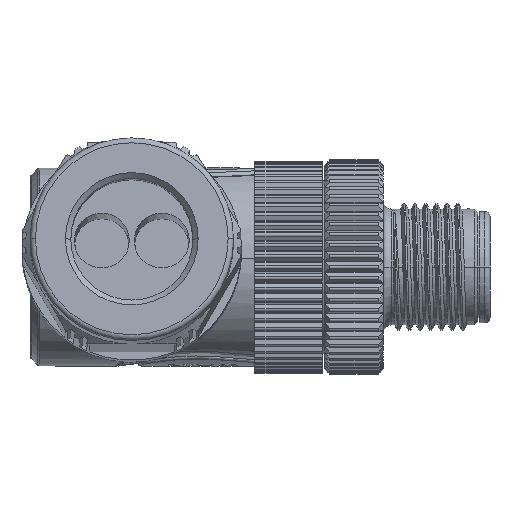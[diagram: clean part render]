
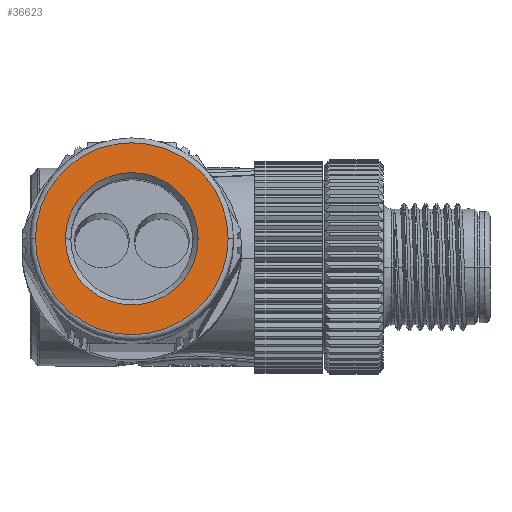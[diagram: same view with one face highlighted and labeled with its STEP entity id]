
A CAD part, left-side view. The second image highlights one B-rep face of the part: STEP entity #36623.
In plain terms, the highlighted planar face has unit normal (-0.996, 0, 0.087).
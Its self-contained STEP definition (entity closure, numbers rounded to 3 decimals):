
#6404=CARTESIAN_POINT('',(-30.185,18.45,2.641));
#6405=DIRECTION('',(-0.996,0.,0.087));
#6406=DIRECTION('',(0.,-1.,0.));
#6407=AXIS2_PLACEMENT_3D('',#6404,#6405,#6406);
#6409=CARTESIAN_POINT('',(-30.185,18.45,2.641));
#6410=DIRECTION('',(-0.996,0.,0.087));
#6411=DIRECTION('',(0.,1.,0.));
#6412=AXIS2_PLACEMENT_3D('',#6409,#6410,#6411);
#6414=CARTESIAN_POINT('',(-30.185,18.45,2.641));
#6415=DIRECTION('',(-0.996,0.,0.087));
#6416=DIRECTION('',(0.,-1.,0.));
#6417=AXIS2_PLACEMENT_3D('',#6414,#6415,#6416);
#6419=CARTESIAN_POINT('',(-30.185,18.45,2.641));
#6420=DIRECTION('',(-0.996,0.,0.087));
#6421=DIRECTION('',(0.,1.,0.));
#6422=AXIS2_PLACEMENT_3D('',#6419,#6420,#6421);
#26397=CARTESIAN_POINT('',(-30.185,9.45,2.641));
#26398=CARTESIAN_POINT('',(-30.185,27.45,2.641));
#26399=VERTEX_POINT('',#26397);
#26400=VERTEX_POINT('',#26398);
#26463=CARTESIAN_POINT('',(-30.185,12.25,2.641));
#26464=CARTESIAN_POINT('',(-30.185,24.65,2.641));
#26465=VERTEX_POINT('',#26463);
#26466=VERTEX_POINT('',#26464);
#36607=CARTESIAN_POINT('',(-30.185,18.45,2.641));
#36608=DIRECTION('',(-0.996,0.,0.087));
#36609=DIRECTION('',(0.,1.,0.));
#36610=AXIS2_PLACEMENT_3D('',#36607,#36608,#36609);
#36611=PLANE('',#36610);
#36613=ORIENTED_EDGE('',*,*,#36612,.F.);
#36614=ORIENTED_EDGE('',*,*,#36590,.F.);
#36615=EDGE_LOOP('',(#36613,#36614));
#36616=FACE_OUTER_BOUND('',#36615,.F.);
#36618=ORIENTED_EDGE('',*,*,#36617,.T.);
#36620=ORIENTED_EDGE('',*,*,#36619,.T.);
#36621=EDGE_LOOP('',(#36618,#36620));
#36622=FACE_BOUND('',#36621,.F.);
#6408=CIRCLE('',#6407,9.);
#6413=CIRCLE('',#6412,9.);
#6418=CIRCLE('',#6417,6.2);
#6423=CIRCLE('',#6422,6.2);
#36590=EDGE_CURVE('',#26400,#26399,#6413,.T.);
#36612=EDGE_CURVE('',#26399,#26400,#6408,.T.);
#36617=EDGE_CURVE('',#26465,#26466,#6418,.T.);
#36619=EDGE_CURVE('',#26466,#26465,#6423,.T.);
#36623=ADVANCED_FACE('',(#36616,#36622),#36611,.T.);
